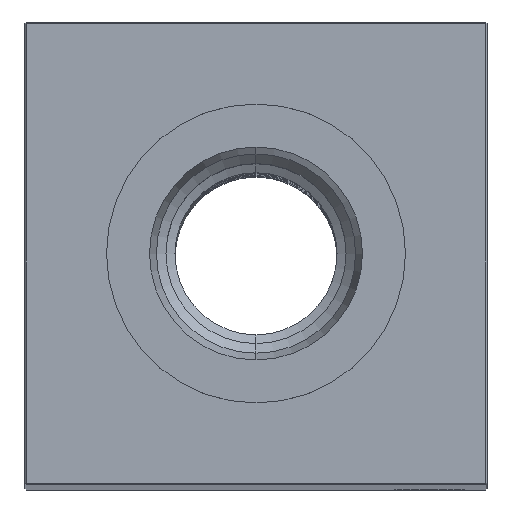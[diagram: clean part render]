
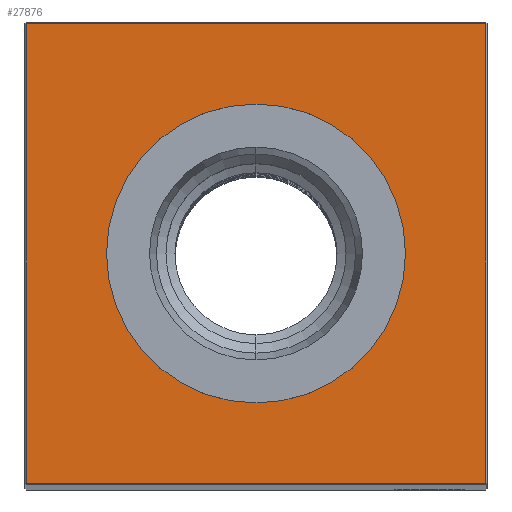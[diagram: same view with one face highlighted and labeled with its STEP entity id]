
A CAD part, top view. The second image highlights one B-rep face of the part: STEP entity #27876.
In plain terms, the highlighted planar face has unit normal (0, 0, 1).
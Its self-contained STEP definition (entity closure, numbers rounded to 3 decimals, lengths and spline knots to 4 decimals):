
#1893 = CIRCLE ( 'NONE', #20150, 0.8071 ) ;
#2665 = CARTESIAN_POINT ( 'NONE',  ( 1.24, 1.24, 15.5 ) ) ;
#3048 = EDGE_CURVE ( 'NONE', #28308, #20400, #1893, .T. ) ;
#3671 = AXIS2_PLACEMENT_3D ( 'NONE', #16154, #27615, #6430 ) ;
#4201 = AXIS2_PLACEMENT_3D ( 'NONE', #20094, #15624, #10842 ) ;
#4501 = EDGE_CURVE ( 'NONE', #29233, #8473, #7924, .T. ) ;
#4740 = LINE ( 'NONE', #28071, #22223 ) ;
#4849 = VERTEX_POINT ( 'NONE', #2665 ) ;
#5161 = ORIENTED_EDGE ( 'NONE', *, *, #3048, .T. ) ;
#5638 = VERTEX_POINT ( 'NONE', #16005 ) ;
#6430 = DIRECTION ( 'NONE',  ( -1., 0., 0. ) ) ;
#6728 = FACE_BOUND ( 'NONE', #29024, .T. ) ;
#7597 = EDGE_CURVE ( 'NONE', #8473, #5638, #4740, .T. ) ;
#7924 = LINE ( 'NONE', #22696, #25099 ) ;
#8087 = EDGE_CURVE ( 'NONE', #4849, #29233, #13784, .T. ) ;
#8473 = VERTEX_POINT ( 'NONE', #28075 ) ;
#9556 = EDGE_LOOP ( 'NONE', ( #13604, #21916, #29412, #26491 ) ) ;
#10053 = VECTOR ( 'NONE', #21228, 39.3701 ) ;
#10842 = DIRECTION ( 'NONE',  ( -1., 0., 0. ) ) ;
#11733 = CARTESIAN_POINT ( 'NONE',  ( 0., 0.8071, 15.5 ) ) ;
#12033 = CARTESIAN_POINT ( 'NONE',  ( 0., -0.8071, 15.5 ) ) ;
#13604 = ORIENTED_EDGE ( 'NONE', *, *, #4501, .T. ) ;
#13784 = LINE ( 'NONE', #23334, #21735 ) ;
#15624 = DIRECTION ( 'NONE',  ( 0., 0., -1. ) ) ;
#16005 = CARTESIAN_POINT ( 'NONE',  ( 1.24, -1.24, 15.5 ) ) ;
#16154 = CARTESIAN_POINT ( 'NONE',  ( 0., 0., 15.5 ) ) ;
#16293 = CARTESIAN_POINT ( 'NONE',  ( 1.24, 0., 15.5 ) ) ;
#16303 = CARTESIAN_POINT ( 'NONE',  ( -1.24, 1.24, 15.5 ) ) ;
#16560 = DIRECTION ( 'NONE',  ( -1., 0., 0. ) ) ;
#16816 = DIRECTION ( 'NONE',  ( -1., 0., 0. ) ) ;
#18161 = PLANE ( 'NONE',  #3671 ) ;
#18465 = FACE_OUTER_BOUND ( 'NONE', #9556, .T. ) ;
#18605 = LINE ( 'NONE', #16293, #10053 ) ;
#18923 = DIRECTION ( 'NONE',  ( 1., 0., 0. ) ) ;
#20094 = CARTESIAN_POINT ( 'NONE',  ( 0., 0., 15.5 ) ) ;
#20150 = AXIS2_PLACEMENT_3D ( 'NONE', #26310, #23963, #16560 ) ;
#20400 = VERTEX_POINT ( 'NONE', #11733 ) ;
#21228 = DIRECTION ( 'NONE',  ( 0., 1., 0. ) ) ;
#21735 = VECTOR ( 'NONE', #16816, 39.3701 ) ;
#21916 = ORIENTED_EDGE ( 'NONE', *, *, #7597, .T. ) ;
#22223 = VECTOR ( 'NONE', #18923, 39.3701 ) ;
#22696 = CARTESIAN_POINT ( 'NONE',  ( -1.24, 0., 15.5 ) ) ;
#23334 = CARTESIAN_POINT ( 'NONE',  ( 0., 1.24, 15.5 ) ) ;
#23426 = CIRCLE ( 'NONE', #4201, 0.8071 ) ;
#23963 = DIRECTION ( 'NONE',  ( 0., 0., -1. ) ) ;
#25099 = VECTOR ( 'NONE', #25480, 39.3701 ) ;
#25480 = DIRECTION ( 'NONE',  ( 0., -1., 0. ) ) ;
#26310 = CARTESIAN_POINT ( 'NONE',  ( 0., 0., 15.5 ) ) ;
#26491 = ORIENTED_EDGE ( 'NONE', *, *, #8087, .T. ) ;
#26926 = EDGE_CURVE ( 'NONE', #5638, #4849, #18605, .T. ) ;
#26991 = EDGE_CURVE ( 'NONE', #20400, #28308, #23426, .T. ) ;
#27615 = DIRECTION ( 'NONE',  ( 0., 0., -1. ) ) ;
#27876 = ADVANCED_FACE ( 'NONE', ( #18465, #6728 ), #18161, .F. ) ;
#28071 = CARTESIAN_POINT ( 'NONE',  ( 0., -1.24, 15.5 ) ) ;
#28075 = CARTESIAN_POINT ( 'NONE',  ( -1.24, -1.24, 15.5 ) ) ;
#28308 = VERTEX_POINT ( 'NONE', #12033 ) ;
#29024 = EDGE_LOOP ( 'NONE', ( #30167, #5161 ) ) ;
#29233 = VERTEX_POINT ( 'NONE', #16303 ) ;
#29412 = ORIENTED_EDGE ( 'NONE', *, *, #26926, .T. ) ;
#30167 = ORIENTED_EDGE ( 'NONE', *, *, #26991, .T. ) ;
